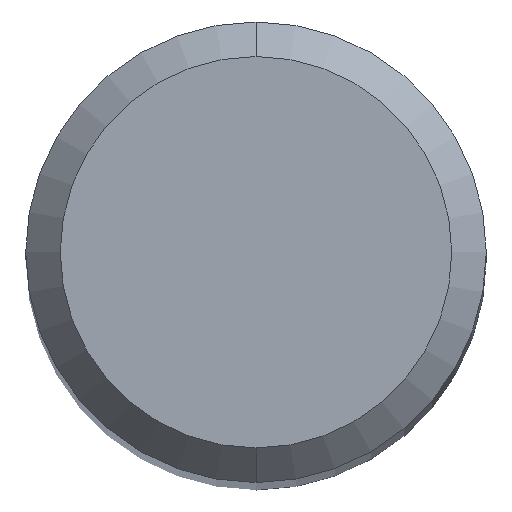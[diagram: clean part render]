
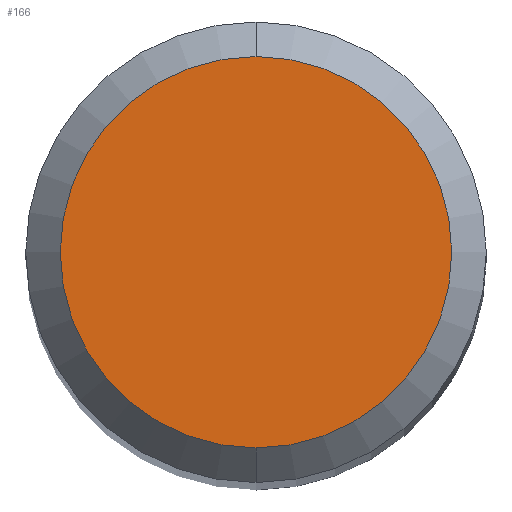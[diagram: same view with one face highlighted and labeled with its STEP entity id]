
A CAD part, top view. The second image highlights one B-rep face of the part: STEP entity #166.
In plain terms, the highlighted planar face has unit normal (0, 0, 1).
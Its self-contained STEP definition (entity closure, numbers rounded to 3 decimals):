
#102=VERTEX_POINT('',#251);
#112=EDGE_CURVE('',#172,#102,#263,.T.);
#166=ADVANCED_FACE('',(#325),#326,.T.);
#172=VERTEX_POINT('',#332);
#220=EDGE_CURVE('',#102,#172,#385,.T.);
#251=CARTESIAN_POINT('',(0.,-1.7,0.0));
#263=CIRCLE('',#427,1.7);
#325=FACE_OUTER_BOUND('',#496,.T.);
#326=PLANE('',#497);
#332=CARTESIAN_POINT('',(0.0,1.7,0.0));
#385=CIRCLE('',#578,1.7);
#427=AXIS2_PLACEMENT_3D('',#610,#611,#612);
#496=EDGE_LOOP('',(#694,#695));
#497=AXIS2_PLACEMENT_3D('',#696,#697,#698);
#578=AXIS2_PLACEMENT_3D('',#763,#764,#765);
#610=CARTESIAN_POINT('',(0.0,0.0,0.0));
#611=DIRECTION('',(0.0,0.0,-1.0));
#612=DIRECTION('',(0.0,1.0,0.0));
#694=ORIENTED_EDGE('',*,*,#112,.F.);
#695=ORIENTED_EDGE('',*,*,#220,.F.);
#696=CARTESIAN_POINT('',(0.0,0.85,0.0));
#697=DIRECTION('',(-0.0,0.0,1.0));
#698=DIRECTION('',(0.0,-1.0,0.0));
#763=CARTESIAN_POINT('',(0.0,0.0,0.0));
#764=DIRECTION('',(0.0,0.0,-1.0));
#765=DIRECTION('',(0.0,1.0,0.0));
